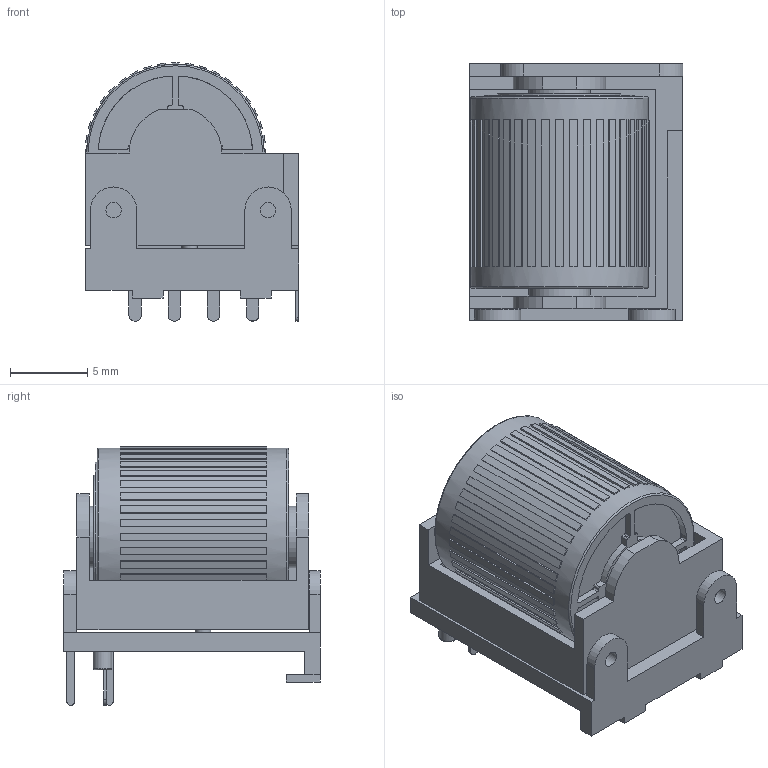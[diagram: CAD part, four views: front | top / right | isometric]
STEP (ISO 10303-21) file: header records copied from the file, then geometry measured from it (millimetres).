
FILE_DESCRIPTION(/* description */ (''),/* implementation_level */ '2;1');
FILE_NAME(/* name */ 'Encoder.step',/* time_stamp */ '2021-07-25T00:10:38-05:00',/* author */ (''),/* organization */ (''),/* preprocessor_version */ 'ST-DEVELOPER v18.1',/* originating_system */ 'Autodesk Translation Framework v10.9.0.1377',/* authorisation */ '');
FILE_SCHEMA (('AUTOMOTIVE_DESIGN { 1 0 10303 214 3 1 1 }'));
Length unit declared in the file: millimetre
Products named in the file (14): (Unsaved); RollerEncoder; Plastic; Barrel in; Cap; Barrel out; Leg (1); housing; Leg (2); Leg (3); Plastic (1); Leg; Leg (4); Leg (5)
Assembly tree (13 placements, depth 3):
  (Unsaved)
    RollerEncoder
      Plastic
      Barrel in
      Cap
      Barrel out
      Leg (1)
      housing
      Leg (2)
      Leg (3)
      Plastic (1)
      Leg
      Leg (4)
      Leg (5)
Bounding box: 13.85 x 16.6 x 16.75 mm (x, y, z)
Volume: 2057 mm3; surface area: 3563.5 mm2
Topology: 12 solids, 12 shells, 405 faces, 1022 edges, 680 vertices
Faces by surface type: plane 343, cylinder 59, torus 3
Full cylindrical faces by diameter (mm): 1 x5, 1.2 x1, 4 x2, 9.7 x1, 10 x2, 11.5 x1
Entity records: 12648 total; most frequent: CARTESIAN_POINT 2148, DIRECTION 2101, ORIENTED_EDGE 2044, EDGE_CURVE 1022, LINE 803, VECTOR 803, VERTEX_POINT 680, AXIS2_PLACEMENT_3D 649
